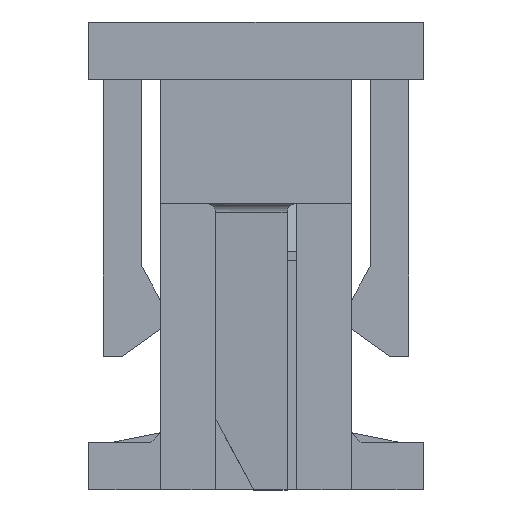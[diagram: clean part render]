
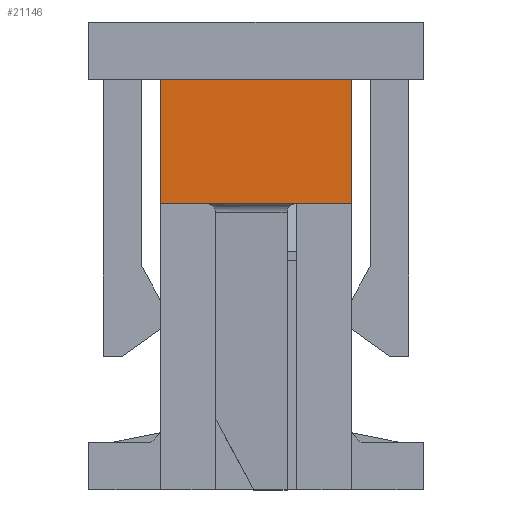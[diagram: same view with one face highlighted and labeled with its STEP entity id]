
A CAD part, left-side view. The second image highlights one B-rep face of the part: STEP entity #21146.
In plain terms, the highlighted planar face has unit normal (-1, 0, 0).
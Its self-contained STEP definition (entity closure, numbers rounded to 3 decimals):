
#6250=ORIENTED_EDGE('',*,*,#9427,.F.);
#6251=ORIENTED_EDGE('',*,*,#9422,.F.);
#6252=ORIENTED_EDGE('',*,*,#9429,.T.);
#6253=ORIENTED_EDGE('',*,*,#9430,.T.);
#9422=EDGE_CURVE('',#11398,#11399,#14376,.T.);
#9427=EDGE_CURVE('',#11399,#11403,#14381,.T.);
#9429=EDGE_CURVE('',#11398,#11404,#14383,.T.);
#9430=EDGE_CURVE('',#11404,#11403,#14384,.T.);
#11398=VERTEX_POINT('',#33175);
#11399=VERTEX_POINT('',#33177);
#11403=VERTEX_POINT('',#33187);
#11404=VERTEX_POINT('',#33191);
#14376=LINE('',#33176,#17374);
#14381=LINE('',#33186,#17379);
#14383=LINE('',#33190,#17381);
#14384=LINE('',#33192,#17382);
#17374=VECTOR('',#27134,1000.);
#17379=VECTOR('',#27141,1000.);
#17381=VECTOR('',#27145,1000.);
#17382=VECTOR('',#27146,1000.);
#18348=EDGE_LOOP('',(#6250,#6251,#6252,#6253));
#19294=FACE_BOUND('',#18348,.T.);
#20217=PLANE('',#22207);
#21146=ADVANCED_FACE('',(#19294),#20217,.T.);
#22207=AXIS2_PLACEMENT_3D('',#33189,#27143,#27144);
#27134=DIRECTION('',(0.,1.,0.));
#27141=DIRECTION('',(0.,0.,1.));
#27143=DIRECTION('',(-1.,0.,0.));
#27144=DIRECTION('',(0.,0.,1.));
#27145=DIRECTION('',(0.,0.,1.));
#27146=DIRECTION('',(0.,1.,0.));
#33175=CARTESIAN_POINT('',(-15.7,-1.,-0.65));
#33176=CARTESIAN_POINT('',(-15.7,-1.,-0.65));
#33177=CARTESIAN_POINT('',(-15.7,1.,-0.65));
#33186=CARTESIAN_POINT('',(-15.7,1.,-0.65));
#33187=CARTESIAN_POINT('',(-15.7,1.,0.65));
#33189=CARTESIAN_POINT('',(-15.7,-1.,-0.65));
#33190=CARTESIAN_POINT('',(-15.7,-1.,-0.65));
#33191=CARTESIAN_POINT('',(-15.7,-1.,0.65));
#33192=CARTESIAN_POINT('',(-15.7,-1.,0.65));
